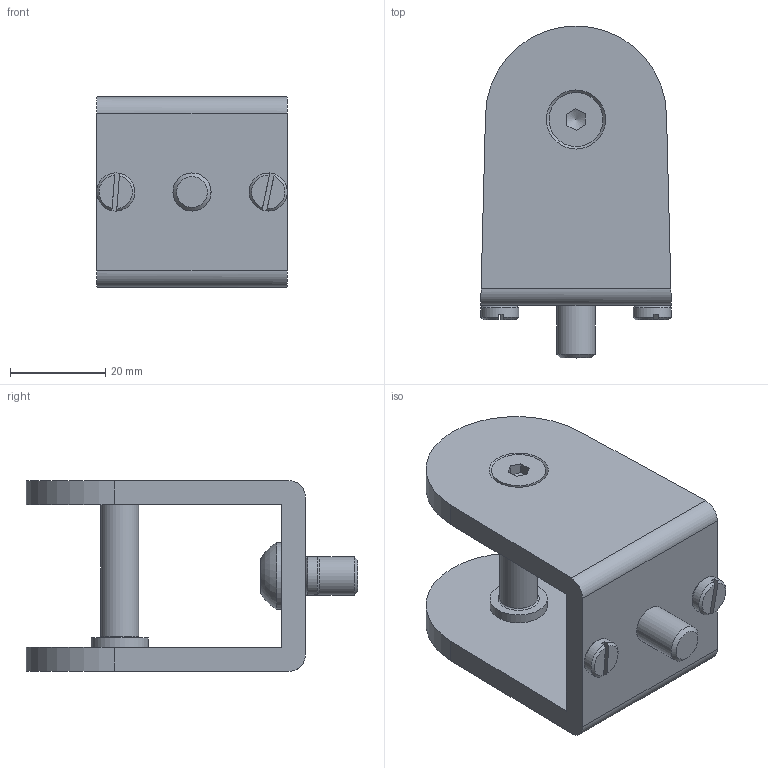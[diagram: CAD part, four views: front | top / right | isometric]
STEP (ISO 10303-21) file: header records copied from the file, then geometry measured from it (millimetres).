
FILE_DESCRIPTION((''),'2;1');
FILE_NAME('SZ2620N_A.stp','2013-08-30T08:34:37',('janine behrens'),(''),'Autodesk Inventor 2012','Autodesk Inventor 2012','');
FILE_SCHEMA(('AUTOMOTIVE_DESIGN { 1 0 10303 214 1 1 1 1 }'));
Length unit declared in the file: millimetre
Products named in the file (6): SZ2620N_A; ME2402620_A; ME2108300_A; DIN EN ISO 10642 M6  x  12; SS0616V_A; SS9900V_A
Assembly tree (7 placements, depth 2):
  SZ2620N_A
    ME2402620_A
    ME2108300_A
    DIN EN ISO 10642 M6  x  12  x2
    SS0616V_A
    SS9900V_A  x2
Bounding box: 40 x 69.63 x 40 mm (x, y, z)
Volume: 29679.6 mm3; surface area: 16173.1 mm2
Topology: 7 solids, 7 shells, 106 faces, 238 edges, 150 vertices
Faces by surface type: plane 50, cylinder 26, cone 23, torus 5, sphere 2
Full cylindrical faces by diameter (mm): 3.7 x2, 4.134 x2, 4.917 x2, 5 x2, 6 x2, 6.6 x2, 8 x6, 11.34 x2, 12 x1, 14 x1
Entity records: 2080 total; most frequent: DIRECTION 360, CARTESIAN_POINT 337, ORIENTED_EDGE 256, AXIS2_PLACEMENT_3D 153, EDGE_CURVE 128, EDGE_LOOP 124, VERTEX_POINT 100, FACE_OUTER_BOUND 76
